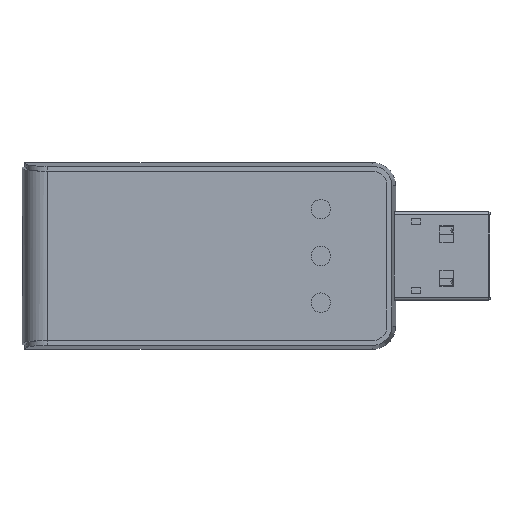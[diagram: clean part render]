
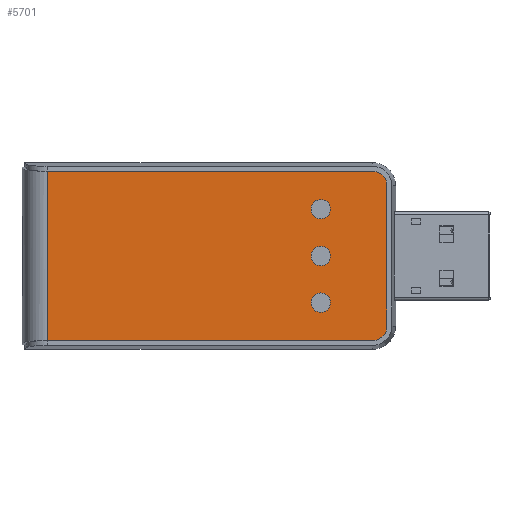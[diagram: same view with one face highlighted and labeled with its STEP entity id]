
A CAD part, top view. The second image highlights one B-rep face of the part: STEP entity #5701.
In plain terms, the highlighted planar face has unit normal (0, 0, 1).
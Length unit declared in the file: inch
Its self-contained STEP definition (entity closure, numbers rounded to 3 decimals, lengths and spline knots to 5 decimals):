
#238=FACE_BOUND('',#946,.T.);
#239=FACE_BOUND('',#947,.T.);
#240=FACE_BOUND('',#948,.T.);
#357=CIRCLE('',#6116,0.052);
#358=CIRCLE('',#6118,0.052);
#359=CIRCLE('',#6120,0.052);
#365=CIRCLE('',#6135,0.07813);
#366=CIRCLE('',#6136,0.07813);
#634=FACE_OUTER_BOUND('',#945,.T.);
#945=EDGE_LOOP('',(#5080,#5081,#5082,#5083,#5084,#5085));
#946=EDGE_LOOP('',(#5086));
#947=EDGE_LOOP('',(#5087));
#948=EDGE_LOOP('',(#5088));
#1595=LINE('',#10251,#2250);
#1596=LINE('',#10255,#2251);
#1597=LINE('',#10257,#2252);
#1598=LINE('',#10258,#2253);
#2250=VECTOR('',#7560,0.75);
#2251=VECTOR('',#7563,1.73859);
#2252=VECTOR('',#7564,0.90626);
#2253=VECTOR('',#7565,1.73859);
#2758=VERTEX_POINT('',#10165);
#2759=VERTEX_POINT('',#10168);
#2760=VERTEX_POINT('',#10171);
#2789=VERTEX_POINT('',#10247);
#2790=VERTEX_POINT('',#10248);
#2791=VERTEX_POINT('',#10250);
#2792=VERTEX_POINT('',#10252);
#2793=VERTEX_POINT('',#10254);
#2794=VERTEX_POINT('',#10256);
#3527=EDGE_CURVE('',#2758,#2758,#357,.T.);
#3528=EDGE_CURVE('',#2759,#2759,#358,.T.);
#3529=EDGE_CURVE('',#2760,#2760,#359,.T.);
#3567=EDGE_CURVE('',#2789,#2790,#365,.T.);
#3568=EDGE_CURVE('',#2790,#2791,#1595,.T.);
#3569=EDGE_CURVE('',#2791,#2792,#366,.T.);
#3570=EDGE_CURVE('',#2793,#2792,#1596,.T.);
#3571=EDGE_CURVE('',#2793,#2794,#1597,.T.);
#3572=EDGE_CURVE('',#2794,#2789,#1598,.T.);
#5080=ORIENTED_EDGE('',*,*,#3567,.T.);
#5081=ORIENTED_EDGE('',*,*,#3568,.T.);
#5082=ORIENTED_EDGE('',*,*,#3569,.T.);
#5083=ORIENTED_EDGE('',*,*,#3570,.F.);
#5084=ORIENTED_EDGE('',*,*,#3571,.T.);
#5085=ORIENTED_EDGE('',*,*,#3572,.T.);
#5086=ORIENTED_EDGE('',*,*,#3529,.T.);
#5087=ORIENTED_EDGE('',*,*,#3528,.T.);
#5088=ORIENTED_EDGE('',*,*,#3527,.T.);
#5421=PLANE('',#6134);
#5701=ADVANCED_FACE('',(#634,#238,#239,#240),#5421,.T.);
#6116=AXIS2_PLACEMENT_3D('',#10166,#7488,#7489);
#6118=AXIS2_PLACEMENT_3D('',#10169,#7492,#7493);
#6120=AXIS2_PLACEMENT_3D('',#10172,#7496,#7497);
#6134=AXIS2_PLACEMENT_3D('',#10246,#7556,#7557);
#6135=AXIS2_PLACEMENT_3D('',#10249,#7558,#7559);
#6136=AXIS2_PLACEMENT_3D('',#10253,#7561,#7562);
#7488=DIRECTION('center_axis',(0.,0.,-1.));
#7489=DIRECTION('ref_axis',(1.,0.,0.));
#7492=DIRECTION('center_axis',(0.,0.,-1.));
#7493=DIRECTION('ref_axis',(1.,0.,0.));
#7496=DIRECTION('center_axis',(0.,0.,-1.));
#7497=DIRECTION('ref_axis',(1.,0.,0.));
#7556=DIRECTION('center_axis',(0.,0.,1.));
#7557=DIRECTION('ref_axis',(1.,0.,0.));
#7558=DIRECTION('center_axis',(0.,0.,1.));
#7559=DIRECTION('ref_axis',(0.,-1.,0.));
#7560=DIRECTION('',(0.,1.,0.));
#7561=DIRECTION('center_axis',(0.,0.,1.));
#7562=DIRECTION('ref_axis',(1.,0.,0.));
#7563=DIRECTION('',(1.,0.,0.));
#7564=DIRECTION('',(0.,-1.,0.));
#7565=DIRECTION('',(1.,0.,0.));
#10165=CARTESIAN_POINT('',(0.5471,0.25003,0.25));
#10166=CARTESIAN_POINT('Origin',(0.5991,0.25003,0.25));
#10168=CARTESIAN_POINT('',(0.5471,0.00003,0.25));
#10169=CARTESIAN_POINT('Origin',(0.5991,0.00003,0.25));
#10171=CARTESIAN_POINT('',(0.5471,-0.24997,0.25));
#10172=CARTESIAN_POINT('Origin',(0.5991,-0.24997,0.25));
#10246=CARTESIAN_POINT('Origin',(-1.,0.5,0.25));
#10247=CARTESIAN_POINT('',(0.875,-0.45313,0.25));
#10248=CARTESIAN_POINT('',(0.95313,-0.375,0.25));
#10249=CARTESIAN_POINT('Origin',(0.875,-0.375,0.25));
#10250=CARTESIAN_POINT('',(0.95313,0.375,0.25));
#10251=CARTESIAN_POINT('',(0.95313,-0.375,0.25));
#10252=CARTESIAN_POINT('',(0.875,0.45313,0.25));
#10253=CARTESIAN_POINT('Origin',(0.875,0.375,0.25));
#10254=CARTESIAN_POINT('',(-0.86359,0.45313,0.25));
#10255=CARTESIAN_POINT('',(-0.86359,0.45313,0.25));
#10256=CARTESIAN_POINT('',(-0.86359,-0.45313,0.25));
#10257=CARTESIAN_POINT('',(-0.86359,0.45313,0.25));
#10258=CARTESIAN_POINT('',(-0.86359,-0.45313,0.25));
